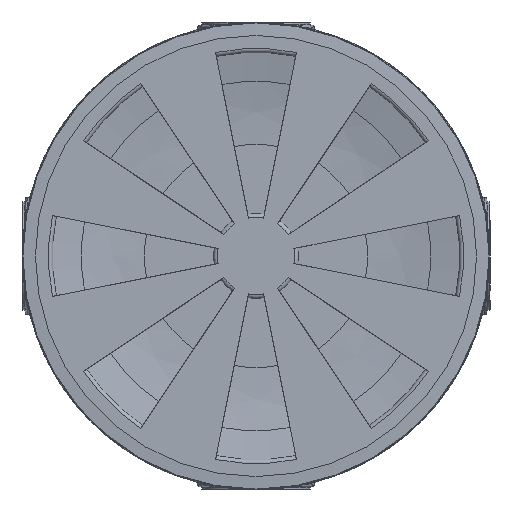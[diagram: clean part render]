
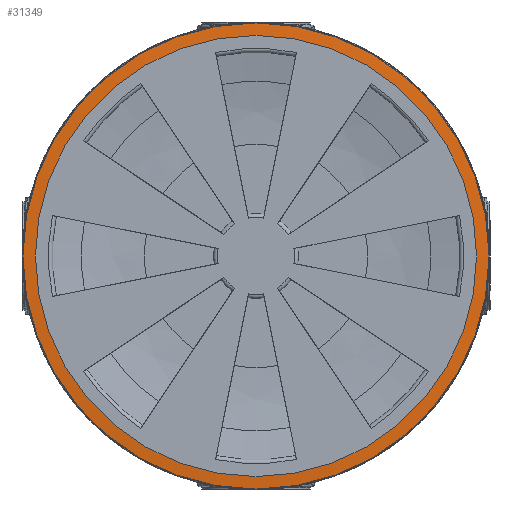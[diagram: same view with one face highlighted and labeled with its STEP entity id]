
A CAD part, front view. The second image highlights one B-rep face of the part: STEP entity #31349.
In plain terms, the highlighted conical face has half-angle 86 degrees and reference radius 353.465 mm.
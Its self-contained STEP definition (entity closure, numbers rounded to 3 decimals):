
#2319=LINE('',#80437,#2892);
#2892=VECTOR('',#40802,353.465);
#4748=FACE_OUTER_BOUND('',#6934,.T.);
#6934=EDGE_LOOP('',(#26880,#26881,#26882,#26883,#26884,#26885));
#8847=CIRCLE('',#33877,342.36);
#8848=CIRCLE('',#33878,342.36);
#9226=CIRCLE('',#34484,364.57);
#9227=CIRCLE('',#34485,364.57);
#13768=VERTEX_POINT('',#71285);
#13769=VERTEX_POINT('',#71287);
#14181=VERTEX_POINT('',#79879);
#14182=VERTEX_POINT('',#79881);
#17683=EDGE_CURVE('',#13769,#13768,#8847,.T.);
#17684=EDGE_CURVE('',#13768,#13769,#8848,.T.);
#18504=EDGE_CURVE('',#14181,#14182,#9226,.T.);
#18505=EDGE_CURVE('',#14182,#14181,#9227,.T.);
#18656=EDGE_CURVE('',#14182,#13769,#2319,.T.);
#26880=ORIENTED_EDGE('',*,*,#18505,.F.);
#26881=ORIENTED_EDGE('',*,*,#18656,.T.);
#26882=ORIENTED_EDGE('',*,*,#17683,.T.);
#26883=ORIENTED_EDGE('',*,*,#17684,.T.);
#26884=ORIENTED_EDGE('',*,*,#18656,.F.);
#26885=ORIENTED_EDGE('',*,*,#18504,.F.);
#29801=CONICAL_SURFACE('',#34519,353.465,1.501);
#31349=ADVANCED_FACE('',(#4748),#29801,.T.);
#33877=AXIS2_PLACEMENT_3D('',#71288,#39349,#39350);
#33878=AXIS2_PLACEMENT_3D('',#71289,#39351,#39352);
#34484=AXIS2_PLACEMENT_3D('',#79882,#40652,#40653);
#34485=AXIS2_PLACEMENT_3D('',#79883,#40654,#40655);
#34519=AXIS2_PLACEMENT_3D('',#80436,#40800,#40801);
#39349=DIRECTION('center_axis',(0.,1.,0.));
#39350=DIRECTION('ref_axis',(1.,0.,0.));
#39351=DIRECTION('center_axis',(0.,1.,0.));
#39352=DIRECTION('ref_axis',(1.,0.,0.));
#40652=DIRECTION('center_axis',(0.,1.,0.));
#40653=DIRECTION('ref_axis',(1.,0.,0.));
#40654=DIRECTION('center_axis',(0.,1.,0.));
#40655=DIRECTION('ref_axis',(1.,0.,0.));
#40800=DIRECTION('center_axis',(0.,1.,0.));
#40801=DIRECTION('ref_axis',(-1.,0.,0.));
#40802=DIRECTION('',(-0.998,-0.07,0.));
#71285=CARTESIAN_POINT('',(0.,22.382,-342.36));
#71287=CARTESIAN_POINT('',(342.36,22.382,0.));
#71288=CARTESIAN_POINT('Origin',(0.,22.382,
0.));
#71289=CARTESIAN_POINT('Origin',(0.,22.382,
0.));
#79879=CARTESIAN_POINT('',(0.,23.935,-364.57));
#79881=CARTESIAN_POINT('',(364.57,23.935,0.));
#79882=CARTESIAN_POINT('Origin',(0.,23.935,
0.));
#79883=CARTESIAN_POINT('Origin',(0.,23.935,
0.));
#80436=CARTESIAN_POINT('Origin',(0.,23.158,
0.));
#80437=CARTESIAN_POINT('',(353.465,23.158,0.));
